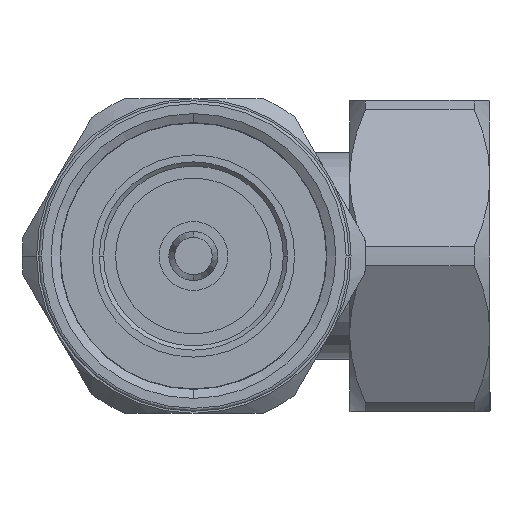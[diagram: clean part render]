
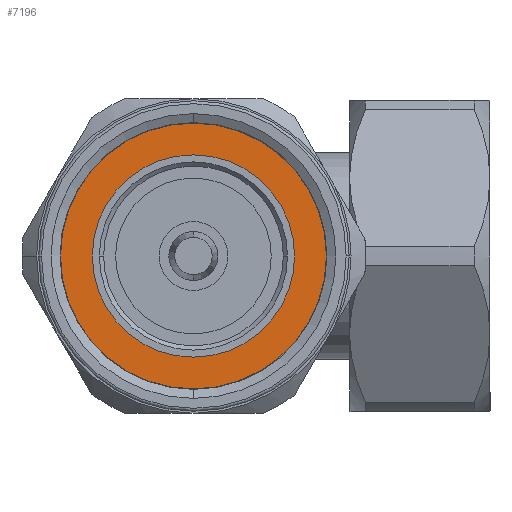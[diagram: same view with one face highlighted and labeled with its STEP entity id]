
A CAD part, left-side view. The second image highlights one B-rep face of the part: STEP entity #7196.
In plain terms, the highlighted planar face has unit normal (-1, 0, 0).
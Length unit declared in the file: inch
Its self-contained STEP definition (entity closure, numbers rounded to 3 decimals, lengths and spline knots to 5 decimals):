
#40 = ORIENTED_EDGE ( 'NONE', *, *, #6045, .T. ) ;
#80 = VERTEX_POINT ( 'NONE', #1960 ) ;
#450 = AXIS2_PLACEMENT_3D ( 'NONE', #928, #3200, #9032 ) ;
#877 = DIRECTION ( 'NONE',  ( 1., 0., 0. ) ) ;
#901 = CARTESIAN_POINT ( 'NONE',  ( -0.42913, 0., -0.57237 ) ) ;
#928 = CARTESIAN_POINT ( 'NONE',  ( -0.42913, 0., 0. ) ) ;
#1421 = AXIS2_PLACEMENT_3D ( 'NONE', #8449, #2624, #4021 ) ;
#1960 = CARTESIAN_POINT ( 'NONE',  ( -0.42913, 0., 0.57237 ) ) ;
#2116 = CARTESIAN_POINT ( 'NONE',  ( -0.42913, 0., 0. ) ) ;
#2474 = CARTESIAN_POINT ( 'NONE',  ( -0.42913, 0., 0.40551 ) ) ;
#2495 = CIRCLE ( 'NONE', #1421, 0.40551 ) ;
#2554 = EDGE_CURVE ( 'NONE', #5451, #80, #9266, .T. ) ;
#2624 = DIRECTION ( 'NONE',  ( 1., 0., 0. ) ) ;
#2725 = EDGE_LOOP ( 'NONE', ( #40, #2743 ) ) ;
#2743 = ORIENTED_EDGE ( 'NONE', *, *, #6436, .T. ) ;
#3095 = DIRECTION ( 'NONE',  ( 0., 0., -1. ) ) ;
#3200 = DIRECTION ( 'NONE',  ( 1., 0., 0. ) ) ;
#3540 = VERTEX_POINT ( 'NONE', #4767 ) ;
#3709 = DIRECTION ( 'NONE',  ( 0., 0., -1. ) ) ;
#3863 = PLANE ( 'NONE',  #8859 ) ;
#4021 = DIRECTION ( 'NONE',  ( 0., 0., -1. ) ) ;
#4633 = FACE_BOUND ( 'NONE', #2725, .T. ) ;
#4767 = CARTESIAN_POINT ( 'NONE',  ( -0.42913, 0., -0.40551 ) ) ;
#5127 = CIRCLE ( 'NONE', #7774, 0.57237 ) ;
#5425 = FACE_OUTER_BOUND ( 'NONE', #9072, .T. ) ;
#5451 = VERTEX_POINT ( 'NONE', #901 ) ;
#6045 = EDGE_CURVE ( 'NONE', #3540, #6942, #2495, .T. ) ;
#6436 = EDGE_CURVE ( 'NONE', #6942, #3540, #8396, .T. ) ;
#6942 = VERTEX_POINT ( 'NONE', #2474 ) ;
#7151 = ORIENTED_EDGE ( 'NONE', *, *, #2554, .F. ) ;
#7196 = ADVANCED_FACE ( 'NONE', ( #5425, #4633 ), #3863, .F. ) ;
#7487 = CARTESIAN_POINT ( 'NONE',  ( -0.42913, 0., 0. ) ) ;
#7575 = DIRECTION ( 'NONE',  ( 1., 0., 0. ) ) ;
#7637 = AXIS2_PLACEMENT_3D ( 'NONE', #2116, #7989, #3709 ) ;
#7671 = DIRECTION ( 'NONE',  ( 0., 0., -1. ) ) ;
#7774 = AXIS2_PLACEMENT_3D ( 'NONE', #7487, #877, #3095 ) ;
#7989 = DIRECTION ( 'NONE',  ( 1., 0., 0. ) ) ;
#8354 = ORIENTED_EDGE ( 'NONE', *, *, #8586, .F. ) ;
#8396 = CIRCLE ( 'NONE', #7637, 0.40551 ) ;
#8430 = CARTESIAN_POINT ( 'NONE',  ( -0.42913, 0.57237, 0. ) ) ;
#8449 = CARTESIAN_POINT ( 'NONE',  ( -0.42913, 0., 0. ) ) ;
#8586 = EDGE_CURVE ( 'NONE', #80, #5451, #5127, .T. ) ;
#8859 = AXIS2_PLACEMENT_3D ( 'NONE', #8430, #7575, #7671 ) ;
#9032 = DIRECTION ( 'NONE',  ( 0., 0., -1. ) ) ;
#9072 = EDGE_LOOP ( 'NONE', ( #7151, #8354 ) ) ;
#9266 = CIRCLE ( 'NONE', #450, 0.57237 ) ;
